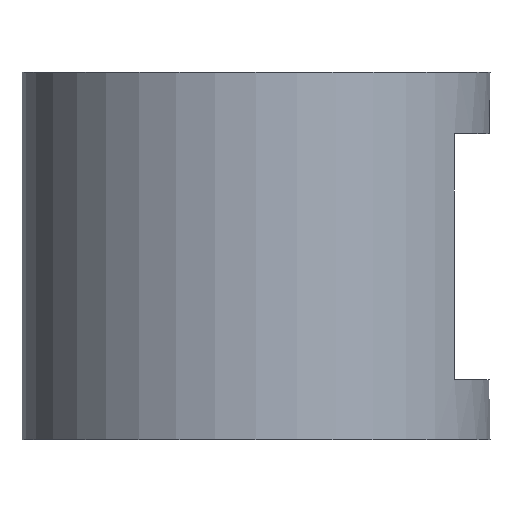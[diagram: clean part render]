
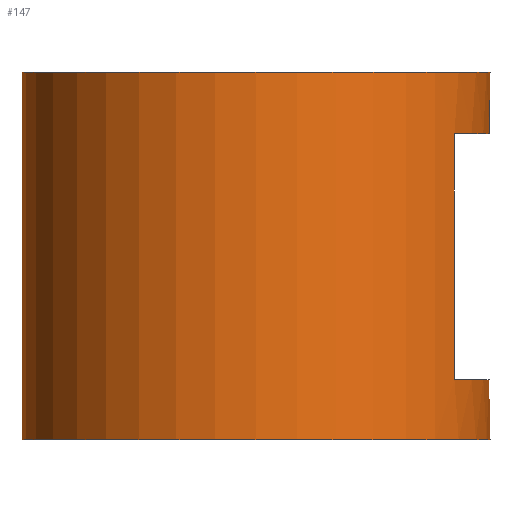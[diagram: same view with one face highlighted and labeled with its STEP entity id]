
A CAD part, left-side view. The second image highlights one B-rep face of the part: STEP entity #147.
In plain terms, the highlighted cylindrical face has radius 76.1 mm (diameter 152.2 mm), a full revolution.
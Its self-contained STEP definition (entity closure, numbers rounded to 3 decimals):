
#16=CYLINDRICAL_SURFACE('',#182,76.1);
#19=FACE_BOUND('',#46,.T.);
#22=CIRCLE('',#172,76.1);
#24=CIRCLE('',#176,76.1);
#25=CIRCLE('',#178,76.1);
#28=CIRCLE('',#183,76.1);
#35=FACE_OUTER_BOUND('',#45,.T.);
#45=EDGE_LOOP('',(#125,#126,#127,#128));
#46=EDGE_LOOP('',(#129,#130,#131,#132));
#51=LINE('',#237,#61);
#55=LINE('',#249,#65);
#58=LINE('',#266,#68);
#61=VECTOR('',#191,10.);
#65=VECTOR('',#203,10.);
#68=VECTOR('',#226,76.1);
#71=VERTEX_POINT('',#234);
#72=VERTEX_POINT('',#236);
#74=VERTEX_POINT('',#242);
#76=VERTEX_POINT('',#248);
#77=VERTEX_POINT('',#255);
#80=VERTEX_POINT('',#264);
#83=EDGE_CURVE('',#72,#71,#51,.T.);
#86=EDGE_CURVE('',#74,#72,#22,.T.);
#89=EDGE_CURVE('',#76,#74,#55,.T.);
#92=EDGE_CURVE('',#71,#76,#24,.T.);
#93=EDGE_CURVE('',#77,#77,#25,.T.);
#97=EDGE_CURVE('',#80,#80,#28,.T.);
#98=EDGE_CURVE('',#80,#77,#58,.T.);
#125=ORIENTED_EDGE('',*,*,#97,.F.);
#126=ORIENTED_EDGE('',*,*,#98,.T.);
#127=ORIENTED_EDGE('',*,*,#93,.F.);
#128=ORIENTED_EDGE('',*,*,#98,.F.);
#129=ORIENTED_EDGE('',*,*,#89,.T.);
#130=ORIENTED_EDGE('',*,*,#86,.T.);
#131=ORIENTED_EDGE('',*,*,#83,.T.);
#132=ORIENTED_EDGE('',*,*,#92,.T.);
#147=ADVANCED_FACE('',(#35,#19),#16,.T.);
#172=AXIS2_PLACEMENT_3D('',#243,#197,#198);
#176=AXIS2_PLACEMENT_3D('',#253,#209,#210);
#178=AXIS2_PLACEMENT_3D('',#256,#213,#214);
#182=AXIS2_PLACEMENT_3D('',#263,#222,#223);
#183=AXIS2_PLACEMENT_3D('',#265,#224,#225);
#191=DIRECTION('',(0.,0.,1.));
#197=DIRECTION('center_axis',(0.,0.,-1.));
#198=DIRECTION('ref_axis',(1.,0.,0.));
#203=DIRECTION('',(0.,0.,-1.));
#209=DIRECTION('center_axis',(0.,0.,1.));
#210=DIRECTION('ref_axis',(1.,0.,0.));
#213=DIRECTION('center_axis',(0.,0.,-1.));
#214=DIRECTION('ref_axis',(1.,0.,0.));
#222=DIRECTION('center_axis',(0.,0.,1.));
#223=DIRECTION('ref_axis',(1.,0.,0.));
#224=DIRECTION('center_axis',(0.,0.,1.));
#225=DIRECTION('ref_axis',(1.,0.,0.));
#226=DIRECTION('',(0.,0.,-1.));
#234=CARTESIAN_POINT('',(-40.333,-64.533,39.75));
#236=CARTESIAN_POINT('',(-40.333,-64.533,-40.25));
#237=CARTESIAN_POINT('',(-40.333,-64.533,0.));
#242=CARTESIAN_POINT('',(40.333,-64.533,-40.25));
#243=CARTESIAN_POINT('Origin',(0.,0.,-40.25));
#248=CARTESIAN_POINT('',(40.333,-64.533,39.75));
#249=CARTESIAN_POINT('',(40.333,-64.533,0.));
#253=CARTESIAN_POINT('Origin',(0.,0.,39.75));
#255=CARTESIAN_POINT('',(-76.1,0.,-59.75));
#256=CARTESIAN_POINT('Origin',(0.,0.,-59.75));
#263=CARTESIAN_POINT('Origin',(0.,0.,0.));
#264=CARTESIAN_POINT('',(-76.1,0.,59.75));
#265=CARTESIAN_POINT('Origin',(0.,0.,59.75));
#266=CARTESIAN_POINT('',(-76.1,0.,0.));
